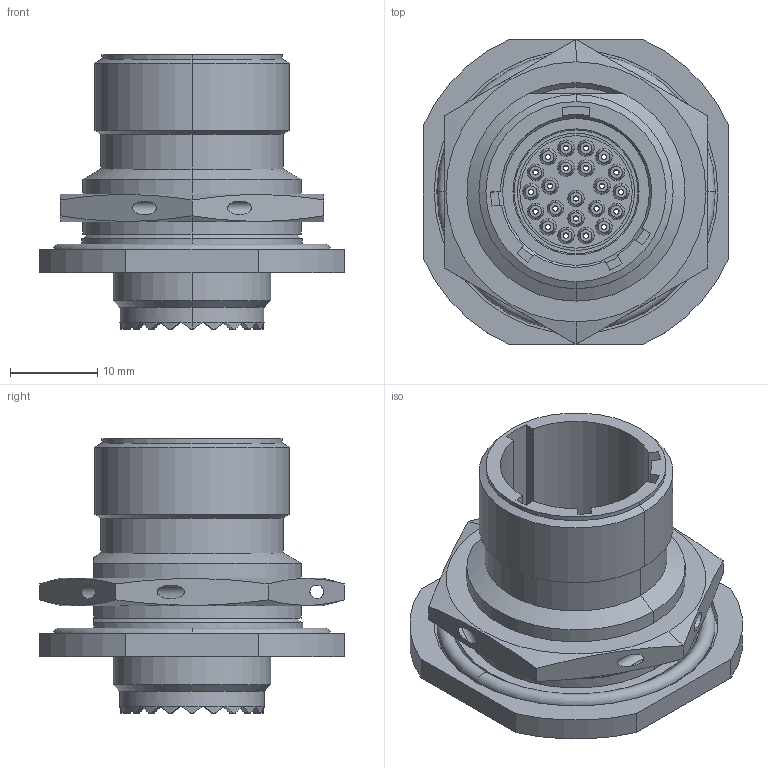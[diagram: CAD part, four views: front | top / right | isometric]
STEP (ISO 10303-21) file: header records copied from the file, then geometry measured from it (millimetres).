
FILE_DESCRIPTION(('FreeCAD Model'),'2;1');
FILE_NAME('Open CASCADE Shape Model','2025-04-16T15:45:29',(''),(''), 'Open CASCADE STEP processor 7.8','FreeCAD','Unknown');
FILE_SCHEMA(('AUTOMOTIVE_DESIGN { 1 0 10303 214 1 1 1 1 }'));
Length unit declared in the file: millimetre
Products named in the file (1): tv07rw13-35plc
Bounding box: 34.93 x 34.93 x 31.42 mm (x, y, z)
Volume: 9388.7 mm3; surface area: 9457 mm2
Topology: 1 solids, 1 shells, 1562 faces, 3468 edges, 2074 vertices
Faces by surface type: cylinder 767, cone 402, plane 385, torus 8
Entity records: 43944 total; most frequent: CARTESIAN_POINT 8377, DIRECTION 8080, ORIENTED_EDGE 6936, EDGE_CURVE 3468, AXIS2_PLACEMENT_3D 3219, VERTEX_POINT 2074, FACE_BOUND 1780, EDGE_LOOP 1780
